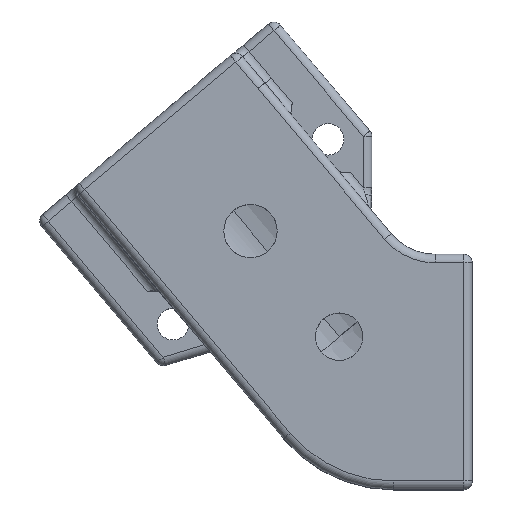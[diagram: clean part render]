
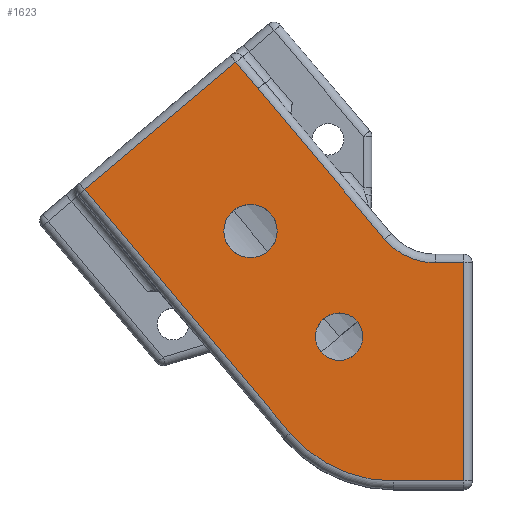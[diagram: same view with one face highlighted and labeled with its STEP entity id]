
A CAD part, top view. The second image highlights one B-rep face of the part: STEP entity #1623.
In plain terms, the highlighted planar face has unit normal (0, 0, 1).
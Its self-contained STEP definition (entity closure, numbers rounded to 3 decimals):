
#19=FACE_BOUND('',#248,.T.);
#20=FACE_BOUND('',#249,.T.);
#62=PLANE('',#1816);
#142=FACE_OUTER_BOUND('',#247,.T.);
#247=EDGE_LOOP('',(#1296,#1297,#1298,#1299,#1300,#1301,#1302,#1303,#1304));
#248=EDGE_LOOP('',(#1305));
#249=EDGE_LOOP('',(#1306));
#339=LINE('',#2680,#436);
#341=LINE('',#2740,#438);
#345=LINE('',#2753,#442);
#347=LINE('',#2759,#444);
#349=LINE('',#2768,#446);
#360=LINE('',#2803,#457);
#370=LINE('',#2838,#467);
#436=VECTOR('',#1977,10.);
#438=VECTOR('',#1989,10.);
#442=VECTOR('',#2005,10.);
#444=VECTOR('',#2011,10.);
#446=VECTOR('',#2023,10.);
#457=VECTOR('',#2056,10.);
#467=VECTOR('',#2098,10.);
#556=CIRCLE('',#1719,23.);
#563=CIRCLE('',#1732,47.);
#604=CIRCLE('',#1817,8.263);
#605=CIRCLE('',#1818,9.263);
#662=VERTEX_POINT('',#2642);
#670=VERTEX_POINT('',#2659);
#676=VERTEX_POINT('',#2673);
#678=VERTEX_POINT('',#2678);
#680=VERTEX_POINT('',#2684);
#682=VERTEX_POINT('',#2690);
#684=VERTEX_POINT('',#2744);
#687=VERTEX_POINT('',#2757);
#689=VERTEX_POINT('',#2763);
#742=VERTEX_POINT('',#3056);
#743=VERTEX_POINT('',#3058);
#830=EDGE_CURVE('',#678,#676,#339,.T.);
#833=EDGE_CURVE('',#680,#678,#556,.T.);
#836=EDGE_CURVE('',#682,#680,#341,.T.);
#843=EDGE_CURVE('',#676,#684,#345,.T.);
#846=EDGE_CURVE('',#687,#670,#347,.T.);
#849=EDGE_CURVE('',#689,#687,#563,.T.);
#851=EDGE_CURVE('',#684,#689,#349,.T.);
#868=EDGE_CURVE('',#670,#662,#360,.T.);
#887=EDGE_CURVE('',#662,#682,#370,.T.);
#954=EDGE_CURVE('',#742,#742,#604,.T.);
#955=EDGE_CURVE('',#743,#743,#605,.T.);
#1296=ORIENTED_EDGE('',*,*,#846,.F.);
#1297=ORIENTED_EDGE('',*,*,#849,.F.);
#1298=ORIENTED_EDGE('',*,*,#851,.F.);
#1299=ORIENTED_EDGE('',*,*,#843,.F.);
#1300=ORIENTED_EDGE('',*,*,#830,.F.);
#1301=ORIENTED_EDGE('',*,*,#833,.F.);
#1302=ORIENTED_EDGE('',*,*,#836,.F.);
#1303=ORIENTED_EDGE('',*,*,#887,.F.);
#1304=ORIENTED_EDGE('',*,*,#868,.F.);
#1305=ORIENTED_EDGE('',*,*,#954,.T.);
#1306=ORIENTED_EDGE('',*,*,#955,.T.);
#1623=ADVANCED_FACE('',(#142,#19,#20),#62,.T.);
#1719=AXIS2_PLACEMENT_3D('',#2686,#1983,#1984);
#1732=AXIS2_PLACEMENT_3D('',#2765,#2017,#2018);
#1816=AXIS2_PLACEMENT_3D('',#3055,#2240,#2241);
#1817=AXIS2_PLACEMENT_3D('',#3057,#2242,#2243);
#1818=AXIS2_PLACEMENT_3D('',#3059,#2244,#2245);
#1977=DIRECTION('',(1.,0.,0.));
#1983=DIRECTION('center_axis',(0.,0.,1.));
#1984=DIRECTION('ref_axis',(-0.423,-0.906,0.));
#1989=DIRECTION('',(0.643,-0.766,0.));
#2005=DIRECTION('',(0.,-1.,0.));
#2011=DIRECTION('',(-0.645,0.764,0.));
#2017=DIRECTION('center_axis',(0.,0.,-1.));
#2018=DIRECTION('ref_axis',(-0.421,-0.907,0.));
#2023=DIRECTION('',(-1.,0.,0.));
#2056=DIRECTION('',(0.764,0.645,0.));
#2098=DIRECTION('',(0.645,-0.764,0.));
#2240=DIRECTION('center_axis',(0.,0.,1.));
#2241=DIRECTION('ref_axis',(1.,0.,0.));
#2242=DIRECTION('center_axis',(0.,0.,-1.));
#2243=DIRECTION('ref_axis',(-1.,0.,0.));
#2244=DIRECTION('center_axis',(0.,0.,-1.));
#2245=DIRECTION('ref_axis',(-1.,0.,0.));
#2642=CARTESIAN_POINT('',(-7.304,73.465,150.));
#2659=CARTESIAN_POINT('',(-59.882,29.084,150.));
#2673=CARTESIAN_POINT('',(72.,3.577,150.));
#2678=CARTESIAN_POINT('',(62.11,3.577,150.));
#2680=CARTESIAN_POINT('',(74.984,3.577,150.));
#2684=CARTESIAN_POINT('',(44.491,11.793,150.));
#2686=CARTESIAN_POINT('Origin',(62.11,26.577,150.));
#2690=CARTESIAN_POINT('',(0.434,64.298,150.));
#2740=CARTESIAN_POINT('',(41.24,15.667,150.));
#2744=CARTESIAN_POINT('',(72.,-72.322,150.));
#2753=CARTESIAN_POINT('',(72.,-37.741,150.));
#2757=CARTESIAN_POINT('',(11.631,-55.638,150.));
#2759=CARTESIAN_POINT('',(-36.347,1.202,150.));
#2763=CARTESIAN_POINT('',(47.547,-72.322,150.));
#2765=CARTESIAN_POINT('Origin',(47.547,-25.322,150.));
#2768=CARTESIAN_POINT('',(-37.5,-72.322,150.));
#2803=CARTESIAN_POINT('',(-0.979,78.804,150.));
#2838=CARTESIAN_POINT('',(16.231,45.583,150.));
#3055=CARTESIAN_POINT('Origin',(0.,-0.161,150.));
#3056=CARTESIAN_POINT('',(36.919,-22.105,150.));
#3057=CARTESIAN_POINT('Origin',(28.656,-22.105,150.));
#3058=CARTESIAN_POINT('',(7.066,14.665,150.));
#3059=CARTESIAN_POINT('Origin',(-2.197,14.665,150.));
